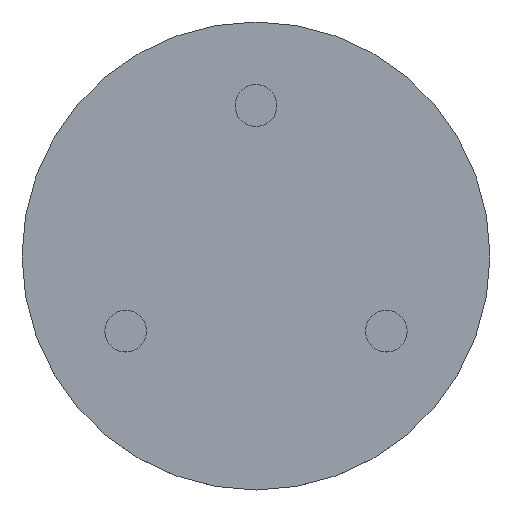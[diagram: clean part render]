
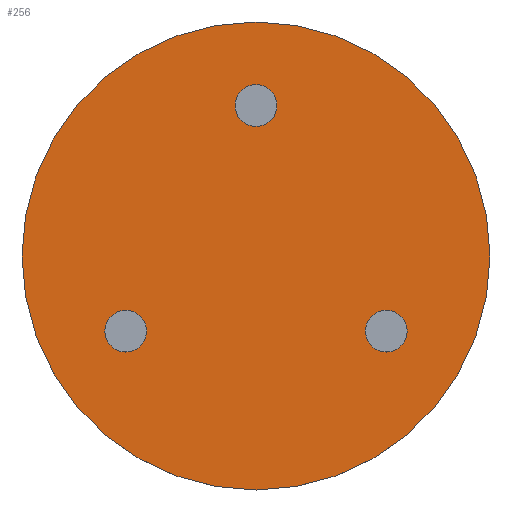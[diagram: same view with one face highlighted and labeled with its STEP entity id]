
A CAD part, top view. The second image highlights one B-rep face of the part: STEP entity #256.
In plain terms, the highlighted planar face has unit normal (0, 0, 1).
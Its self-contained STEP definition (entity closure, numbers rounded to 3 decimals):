
#24=FACE_BOUND('',#78,.T.);
#25=FACE_BOUND('',#79,.T.);
#26=FACE_BOUND('',#80,.T.);
#35=CIRCLE('',#280,28.);
#36=CIRCLE('',#282,2.5);
#37=CIRCLE('',#284,2.5);
#38=CIRCLE('',#286,2.5);
#56=FACE_OUTER_BOUND('',#77,.T.);
#77=EDGE_LOOP('',(#223));
#78=EDGE_LOOP('',(#224));
#79=EDGE_LOOP('',(#225));
#80=EDGE_LOOP('',(#226));
#133=VERTEX_POINT('',#421);
#134=VERTEX_POINT('',#425);
#135=VERTEX_POINT('',#429);
#136=VERTEX_POINT('',#433);
#160=EDGE_CURVE('',#133,#133,#35,.T.);
#161=EDGE_CURVE('',#134,#134,#36,.T.);
#163=EDGE_CURVE('',#135,#135,#37,.T.);
#165=EDGE_CURVE('',#136,#136,#38,.T.);
#223=ORIENTED_EDGE('',*,*,#160,.T.);
#224=ORIENTED_EDGE('',*,*,#165,.F.);
#225=ORIENTED_EDGE('',*,*,#163,.F.);
#226=ORIENTED_EDGE('',*,*,#161,.F.);
#238=PLANE('',#288);
#256=ADVANCED_FACE('',(#56,#24,#25,#26),#238,.F.);
#280=AXIS2_PLACEMENT_3D('',#423,#348,#349);
#282=AXIS2_PLACEMENT_3D('',#426,#352,#353);
#284=AXIS2_PLACEMENT_3D('',#430,#357,#358);
#286=AXIS2_PLACEMENT_3D('',#434,#362,#363);
#288=AXIS2_PLACEMENT_3D('',#437,#367,#368);
#348=DIRECTION('center_axis',(0.,0.,1.));
#349=DIRECTION('ref_axis',(1.,0.,0.));
#352=DIRECTION('center_axis',(0.,0.,1.));
#353=DIRECTION('ref_axis',(-1.,0.,0.));
#357=DIRECTION('center_axis',(0.,0.,1.));
#358=DIRECTION('ref_axis',(-1.,0.,0.));
#362=DIRECTION('center_axis',(0.,0.,1.));
#363=DIRECTION('ref_axis',(-1.,0.,0.));
#367=DIRECTION('center_axis',(0.,0.,-1.));
#368=DIRECTION('ref_axis',(1.,0.,0.));
#421=CARTESIAN_POINT('',(-28.,0.,-1.));
#423=CARTESIAN_POINT('Origin',(0.,0.,
-1.));
#425=CARTESIAN_POINT('',(18.088,-9.,-1.));
#426=CARTESIAN_POINT('Origin',(15.588,-9.,-1.));
#429=CARTESIAN_POINT('',(2.5,18.,-1.));
#430=CARTESIAN_POINT('Origin',(0.,18.,-1.));
#433=CARTESIAN_POINT('',(-13.088,-9.,-1.));
#434=CARTESIAN_POINT('Origin',(-15.588,-9.,-1.));
#437=CARTESIAN_POINT('Origin',(0.,0.,
-1.));
